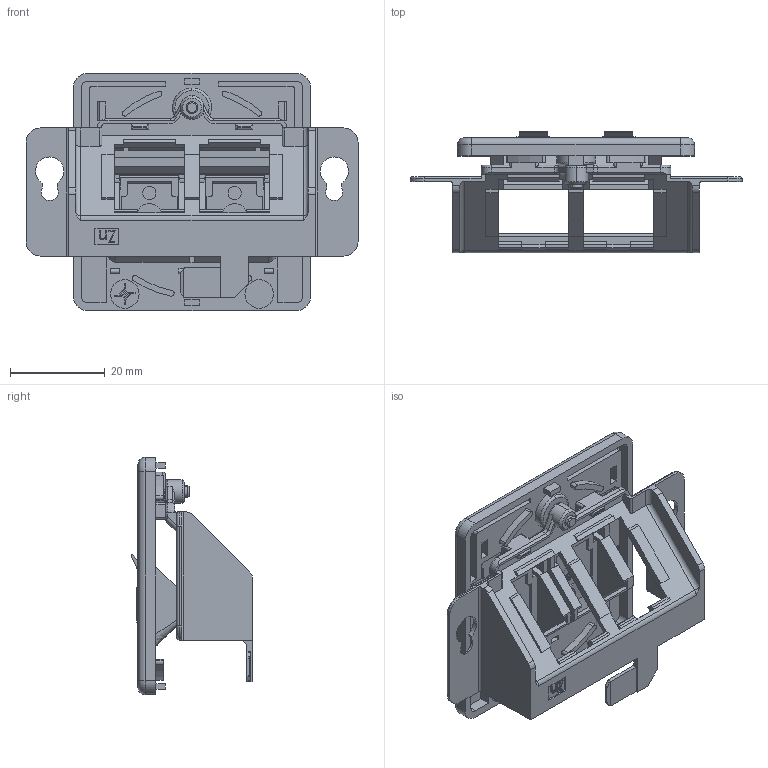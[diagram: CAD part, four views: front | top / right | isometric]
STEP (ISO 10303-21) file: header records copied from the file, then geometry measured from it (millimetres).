
FILE_DESCRIPTION (( 'STEP AP214' ), '1' );
FILE_NAME ('H02010A0081H50.STEP', '2019-05-28T15:46:57', ( '' ), ( '' ), 'SwSTEP 2.0', 'SolidWorks 2018', '' );
FILE_SCHEMA (( 'AUTOMOTIVE_DESIGN' ));
Length unit declared in the file: millimetre
Products named in the file (1): H02010A0081H50
Bounding box: 70 x 25.59 x 50 mm (x, y, z)
Volume: 9666.9 mm3; surface area: 15597.7 mm2
Topology: 1 solids, 4 shells, 1177 faces, 3212 edges, 2064 vertices
Faces by surface type: plane 725, cylinder 280, bspline 98, torus 43, sphere 16, cone 15
Entity records: 53625 total; most frequent: CARTESIAN_POINT 11641, ORIENTED_EDGE 6396, DIRECTION 5698, EDGE_CURVE 3198, LINE 2306, VECTOR 2306, VERTEX_POINT 2064, AXIS2_PLACEMENT_3D 1696
